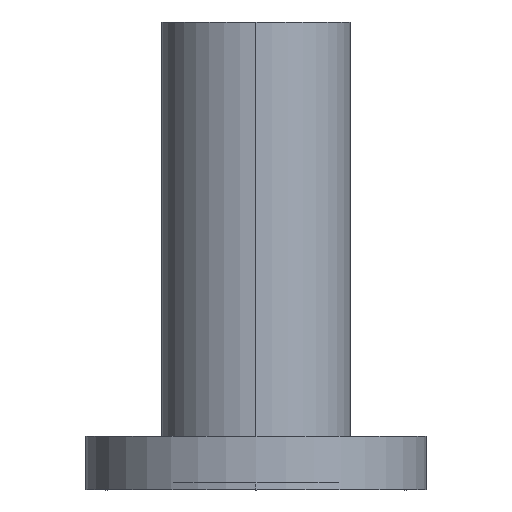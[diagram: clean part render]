
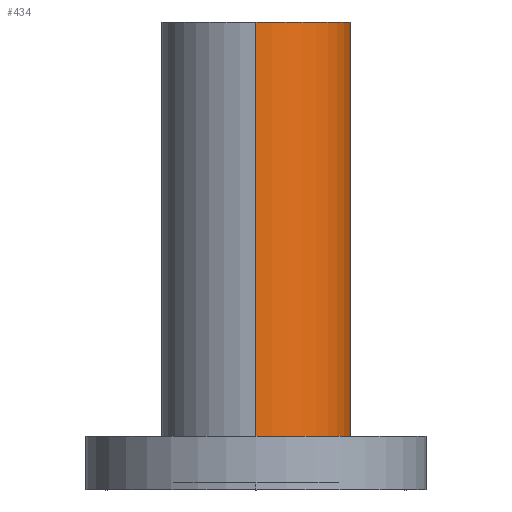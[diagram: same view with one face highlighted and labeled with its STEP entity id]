
A CAD part, left-side view. The second image highlights one B-rep face of the part: STEP entity #434.
In plain terms, the highlighted cylindrical face has radius 16.669 mm (diameter 33.337 mm), a partial arc.
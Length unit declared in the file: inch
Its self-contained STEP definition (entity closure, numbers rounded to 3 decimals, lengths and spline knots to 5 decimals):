
#70=CARTESIAN_POINT('',(-12.3575,0.,-2.39));
#71=DIRECTION('',(0.,0.,-1.));
#72=DIRECTION('',(1.,0.,0.));
#73=AXIS2_PLACEMENT_3D('',#70,#71,#72);
#75=CARTESIAN_POINT('',(-11.70125,0.,0.3175));
#76=CARTESIAN_POINT('',(-11.70125,-0.01864,0.3175));
#77=CARTESIAN_POINT('',(-11.70281,-0.05598,
0.31431));
#78=CARTESIAN_POINT('',(-11.71027,-0.11326,
0.2986));
#79=CARTESIAN_POINT('',(-11.72206,-0.16677,
0.27239));
#80=CARTESIAN_POINT('',(-11.737,-0.21542,
0.23586));
#81=CARTESIAN_POINT('',(-11.75287,-0.25613,
0.19089));
#82=CARTESIAN_POINT('',(-11.76741,-0.28763,
0.13877));
#83=CARTESIAN_POINT('',(-11.77788,-0.30788,
0.08436));
#84=CARTESIAN_POINT('',(-11.78341,-0.31794,
0.0279));
#85=CARTESIAN_POINT('',(-11.78341,-0.31794,
-0.02794));
#86=CARTESIAN_POINT('',(-11.77787,-0.30787,
-0.08439));
#87=CARTESIAN_POINT('',(-11.7674,-0.28761,
-0.13879));
#88=CARTESIAN_POINT('',(-11.75287,-0.25613,
-0.1909));
#89=CARTESIAN_POINT('',(-11.73698,-0.21536,
-0.23591));
#90=CARTESIAN_POINT('',(-11.72205,-0.16674,
-0.27241));
#91=CARTESIAN_POINT('',(-11.71026,-0.11324,
-0.29861));
#92=CARTESIAN_POINT('',(-11.70281,-0.05601,
-0.3143));
#93=CARTESIAN_POINT('',(-11.70125,-0.01866,-0.3175));
#94=CARTESIAN_POINT('',(-11.70125,0.,-0.3175));
#96=CARTESIAN_POINT('',(-11.70125,0.,-1.87));
#97=CARTESIAN_POINT('',(-11.70125,-0.0071,-1.87));
#98=CARTESIAN_POINT('',(-11.70147,-0.02115,
-1.86836));
#99=CARTESIAN_POINT('',(-11.70255,-0.04299,
-1.85989));
#100=CARTESIAN_POINT('',(-11.70411,-0.06195,
-1.84599));
#101=CARTESIAN_POINT('',(-11.70573,-0.07692,
-1.82827));
#102=CARTESIAN_POINT('',(-11.70716,-0.08801,
-1.80625));
#103=CARTESIAN_POINT('',(-11.70795,-0.09355,
-1.78214));
#104=CARTESIAN_POINT('',(-11.70796,-0.09359,
-1.75821));
#105=CARTESIAN_POINT('',(-11.70717,-0.0881,
-1.73399));
#106=CARTESIAN_POINT('',(-11.70575,-0.07707,
-1.71197));
#107=CARTESIAN_POINT('',(-11.70413,-0.06216,
-1.69419));
#108=CARTESIAN_POINT('',(-11.70255,-0.04308,
-1.68014));
#109=CARTESIAN_POINT('',(-11.70147,-0.02115,
-1.67164));
#110=CARTESIAN_POINT('',(-11.70125,-0.00709,-1.67));
#111=CARTESIAN_POINT('',(-11.70125,0.,-1.67));
#113=DIRECTION('',(0.,0.,1.));
#114=VECTOR('',#113,0.52);
#115=CARTESIAN_POINT('',(-11.70125,0.,-2.39));
#116=LINE('',#115,#114);
#134=DIRECTION('',(0.,0.,1.));
#135=VECTOR('',#134,1.3525);
#136=CARTESIAN_POINT('',(-11.70125,0.,-1.67));
#137=LINE('',#136,#135);
#159=DIRECTION('',(0.,0.,1.));
#160=VECTOR('',#159,0.245);
#161=CARTESIAN_POINT('',(-11.70125,0.,0.3175));
#162=LINE('',#161,#160);
#163=DIRECTION('',(0.,0.,1.));
#164=VECTOR('',#163,2.9525);
#165=CARTESIAN_POINT('',(-13.01375,0.,-2.39));
#166=LINE('',#165,#164);
#380=CARTESIAN_POINT('',(-12.3575,0.,0.5625));
#381=DIRECTION('',(0.,0.,-1.));
#382=DIRECTION('',(1.,0.,0.));
#383=AXIS2_PLACEMENT_3D('',#380,#381,#382);
#385=CARTESIAN_POINT('',(-13.01375,0.,-2.39));
#386=CARTESIAN_POINT('',(-13.01375,0.,0.5625));
#387=VERTEX_POINT('',#385);
#388=VERTEX_POINT('',#386);
#389=CARTESIAN_POINT('',(-11.70125,0.,-2.39));
#390=VERTEX_POINT('',#389);
#391=CARTESIAN_POINT('',(-11.70125,0.,0.5625));
#392=VERTEX_POINT('',#391);
#393=VERTEX_POINT('',#94);
#394=VERTEX_POINT('',#75);
#395=CARTESIAN_POINT('',(-11.70125,0.,-1.87));
#396=VERTEX_POINT('',#395);
#397=CARTESIAN_POINT('',(-11.70125,0.,-1.67));
#398=VERTEX_POINT('',#397);
#411=CARTESIAN_POINT('',(-12.3575,0.,0.71013));
#412=DIRECTION('',(0.,0.,-1.));
#413=DIRECTION('',(-1.,0.,0.));
#414=AXIS2_PLACEMENT_3D('',#411,#412,#413);
#415=CYLINDRICAL_SURFACE('',#414,0.65625);
#417=ORIENTED_EDGE('',*,*,#416,.F.);
#419=ORIENTED_EDGE('',*,*,#418,.T.);
#421=ORIENTED_EDGE('',*,*,#420,.T.);
#423=ORIENTED_EDGE('',*,*,#422,.F.);
#425=ORIENTED_EDGE('',*,*,#424,.F.);
#427=ORIENTED_EDGE('',*,*,#426,.T.);
#429=ORIENTED_EDGE('',*,*,#428,.F.);
#431=ORIENTED_EDGE('',*,*,#430,.F.);
#432=EDGE_LOOP('',(#417,#419,#421,#423,#425,#427,#429,#431));
#433=FACE_OUTER_BOUND('',#432,.F.);
#434=ADVANCED_FACE('',(#433),#415,.T.);
#74=CIRCLE('',#73,0.65625);
#95=B_SPLINE_CURVE_WITH_KNOTS('',3,(#75,#76,#77,#78,#79,#80,#81,#82,#83,#84,#85,
#86,#87,#88,#89,#90,#91,#92,#93,#94),.UNSPECIFIED.,.F.,.F.,(4,1,1,1,1,1,1,1,1,1,
1,1,1,1,1,1,1,4),(0.,0.05882,0.11765,0.17647,
0.23529,0.29412,0.35294,0.41176,
0.47059,0.52941,0.58824,0.64706,
0.70588,0.76471,0.82353,0.88235,
0.94118,1.),.UNSPECIFIED.);
#112=B_SPLINE_CURVE_WITH_KNOTS('',3,(#96,#97,#98,#99,#100,#101,#102,#103,#104,
#105,#106,#107,#108,#109,#110,#111),.UNSPECIFIED.,.F.,.F.,(4,1,1,1,1,1,1,1,1,1,
1,1,1,4),(0.,0.07692,0.15385,0.23077,
0.30769,0.38462,0.46154,0.53846,
0.61538,0.69231,0.76923,0.84615,
0.92308,1.),.UNSPECIFIED.);
#384=CIRCLE('',#383,0.65625);
#416=EDGE_CURVE('',#390,#396,#116,.T.);
#418=EDGE_CURVE('',#390,#387,#74,.T.);
#420=EDGE_CURVE('',#387,#388,#166,.T.);
#422=EDGE_CURVE('',#392,#388,#384,.T.);
#424=EDGE_CURVE('',#394,#392,#162,.T.);
#426=EDGE_CURVE('',#394,#393,#95,.T.);
#428=EDGE_CURVE('',#398,#393,#137,.T.);
#430=EDGE_CURVE('',#396,#398,#112,.T.);
